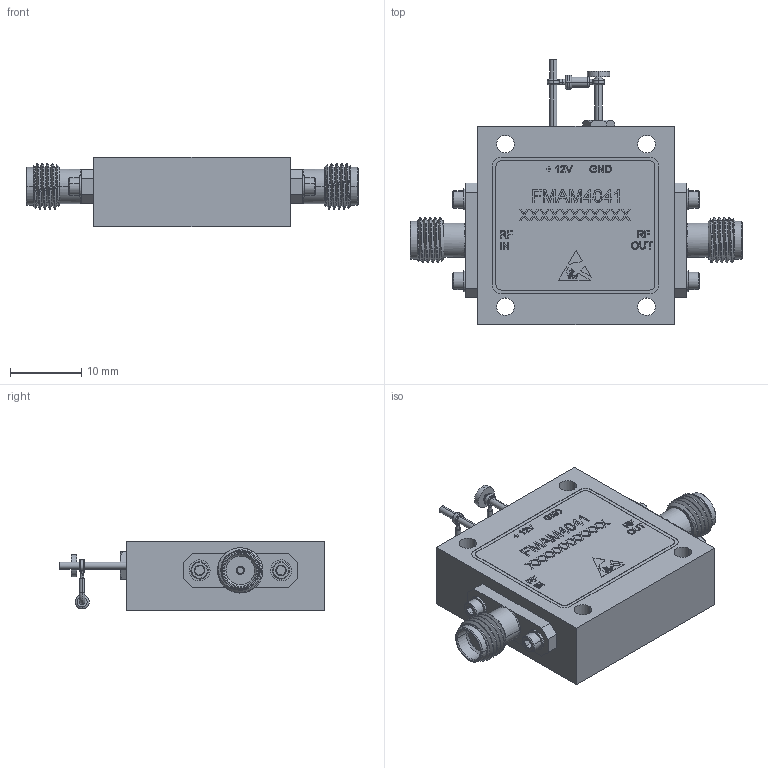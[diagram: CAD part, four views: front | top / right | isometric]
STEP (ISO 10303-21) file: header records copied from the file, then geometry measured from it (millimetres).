
FILE_DESCRIPTION (( 'STEP AP214' ), '1' );
FILE_NAME ('FMAM4041_3D.step', '2024-08-16T15:16:05', ( '' ), ( '' ), 'SwSTEP 2.0', 'SolidWorks 2022', '' );
FILE_SCHEMA (( 'AUTOMOTIVE_DESIGN' ));
Length unit declared in the file: inch
Products named in the file (1): FMAM4041_3D
Bounding box: 46.55 x 37.16 x 9.7 mm (x, y, z)
Volume: 7819.9 mm3; surface area: 3807.5 mm2
Topology: 1 solids, 7 shells, 960 faces, 2467 edges, 1600 vertices
Faces by surface type: plane 534, bspline 165, cylinder 163, cone 74, torus 24
Entity records: 40501 total; most frequent: CARTESIAN_POINT 18431, ORIENTED_EDGE 4918, DIRECTION 3919, EDGE_CURVE 2459, VERTEX_POINT 1600, LINE 1583, VECTOR 1583, AXIS2_PLACEMENT_3D 1168
